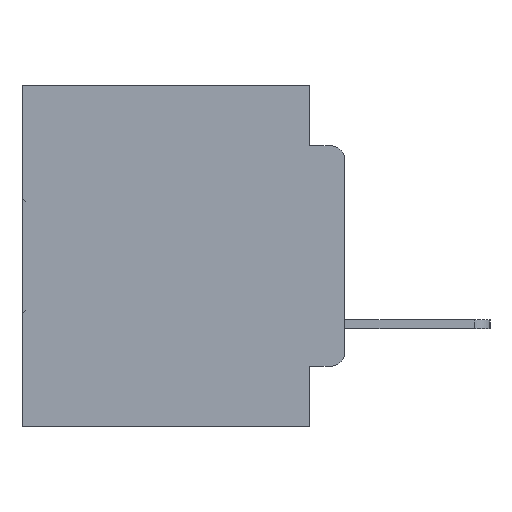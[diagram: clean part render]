
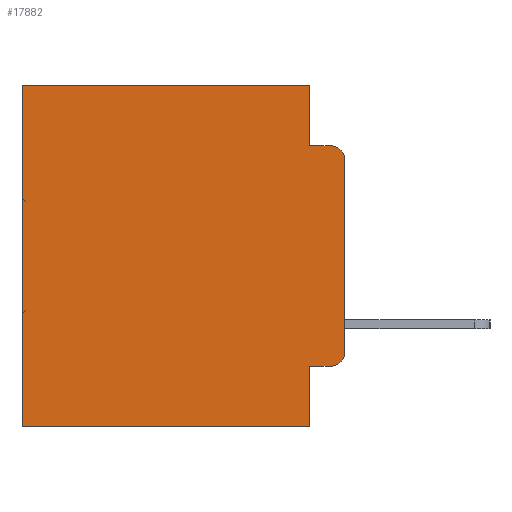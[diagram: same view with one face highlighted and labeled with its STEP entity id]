
A CAD part, left-side view. The second image highlights one B-rep face of the part: STEP entity #17882.
In plain terms, the highlighted planar face has unit normal (-1, 0, 0).
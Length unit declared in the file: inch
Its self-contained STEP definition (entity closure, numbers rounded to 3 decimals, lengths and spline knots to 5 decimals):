
#42 = CARTESIAN_POINT ( 'NONE',  ( 0.298, 0.02, -0.0885 ) ) ;
#842 = VECTOR ( 'NONE', #4473, 39.37008 ) ;
#1259 = EDGE_CURVE ( 'NONE', #3323, #17691, #23104, .T. ) ;
#1880 = LINE ( 'NONE', #14028, #8057 ) ;
#1954 = LINE ( 'NONE', #28347, #21835 ) ;
#3323 = VERTEX_POINT ( 'NONE', #22595 ) ;
#3439 = VERTEX_POINT ( 'NONE', #23145 ) ;
#3483 = CARTESIAN_POINT ( 'NONE',  ( 0.298, 0.02, -0.3915 ) ) ;
#3767 = LINE ( 'NONE', #4440, #9960 ) ;
#3817 = LINE ( 'NONE', #21807, #27952 ) ;
#4440 = CARTESIAN_POINT ( 'NONE',  ( 0.298, 0.473, 0. ) ) ;
#4473 = DIRECTION ( 'NONE',  ( 0., 0., -1. ) ) ;
#4580 = CARTESIAN_POINT ( 'NONE',  ( 0.298, 0.051, -0.4115 ) ) ;
#5028 = CARTESIAN_POINT ( 'NONE',  ( 0.298, 0.473, -0.5 ) ) ;
#5592 = ORIENTED_EDGE ( 'NONE', *, *, #19589, .F. ) ;
#5972 = ORIENTED_EDGE ( 'NONE', *, *, #29311, .T. ) ;
#6130 = DIRECTION ( 'NONE',  ( 0., 0., -1. ) ) ;
#6711 = EDGE_CURVE ( 'NONE', #14271, #29833, #3817, .T. ) ;
#6792 = CARTESIAN_POINT ( 'NONE',  ( 0.298, 0.051, 0. ) ) ;
#6878 = VERTEX_POINT ( 'NONE', #4580 ) ;
#7532 = ORIENTED_EDGE ( 'NONE', *, *, #25971, .F. ) ;
#7790 = CARTESIAN_POINT ( 'NONE',  ( 0.298, 0.473, 0. ) ) ;
#7801 = ORIENTED_EDGE ( 'NONE', *, *, #24272, .F. ) ;
#8057 = VECTOR ( 'NONE', #16592, 39.37008 ) ;
#8662 = LINE ( 'NONE', #17471, #842 ) ;
#9222 = ORIENTED_EDGE ( 'NONE', *, *, #6711, .T. ) ;
#9595 = CARTESIAN_POINT ( 'NONE',  ( 0.298, 0.051, -0.0885 ) ) ;
#9620 = ORIENTED_EDGE ( 'NONE', *, *, #17500, .T. ) ;
#9756 = ORIENTED_EDGE ( 'NONE', *, *, #23032, .F. ) ;
#9960 = VECTOR ( 'NONE', #19969, 39.37008 ) ;
#10357 = ORIENTED_EDGE ( 'NONE', *, *, #15294, .F. ) ;
#11595 = VERTEX_POINT ( 'NONE', #9595 ) ;
#11672 = CIRCLE ( 'NONE', #18384, 0.02 ) ;
#11805 = LINE ( 'NONE', #6792, #24533 ) ;
#11867 = ORIENTED_EDGE ( 'NONE', *, *, #27791, .T. ) ;
#11932 = ORIENTED_EDGE ( 'NONE', *, *, #1259, .T. ) ;
#12070 = DIRECTION ( 'NONE',  ( -1., 0., 0. ) ) ;
#13364 = LINE ( 'NONE', #33043, #27594 ) ;
#13964 = DIRECTION ( 'NONE',  ( 1., 0., 0. ) ) ;
#14028 = CARTESIAN_POINT ( 'NONE',  ( 0.298, 0., -0.5 ) ) ;
#14271 = VERTEX_POINT ( 'NONE', #30667 ) ;
#15294 = EDGE_CURVE ( 'NONE', #6878, #29497, #11805, .T. ) ;
#15403 = DIRECTION ( 'NONE',  ( 0., -1., 0. ) ) ;
#15753 = DIRECTION ( 'NONE',  ( 0., -1., 0. ) ) ;
#15973 = CARTESIAN_POINT ( 'NONE',  ( 0.298, 0.051, 0. ) ) ;
#16592 = DIRECTION ( 'NONE',  ( 0., 1., 0. ) ) ;
#17471 = CARTESIAN_POINT ( 'NONE',  ( 0.298, 0., 0. ) ) ;
#17500 = EDGE_CURVE ( 'NONE', #29833, #29804, #3767, .T. ) ;
#17691 = VERTEX_POINT ( 'NONE', #18239 ) ;
#17882 = ADVANCED_FACE ( 'NONE', ( #18868 ), #24037, .F. ) ;
#18061 = AXIS2_PLACEMENT_3D ( 'NONE', #3483, #21630, #6130 ) ;
#18239 = CARTESIAN_POINT ( 'NONE',  ( 0.298, 0., -0.3915 ) ) ;
#18384 = AXIS2_PLACEMENT_3D ( 'NONE', #27260, #12070, #29752 ) ;
#18868 = FACE_OUTER_BOUND ( 'NONE', #20281, .T. ) ;
#19589 = EDGE_CURVE ( 'NONE', #3439, #17691, #8662, .T. ) ;
#19969 = DIRECTION ( 'NONE',  ( 0., 0., -1. ) ) ;
#20281 = EDGE_LOOP ( 'NONE', ( #5592, #5972, #7532, #7801, #9222, #9620, #9756, #10357, #11867, #11932 ) ) ;
#21630 = DIRECTION ( 'NONE',  ( -1., 0., 0. ) ) ;
#21807 = CARTESIAN_POINT ( 'NONE',  ( 0.298, 0., 0. ) ) ;
#21835 = VECTOR ( 'NONE', #15753, 39.37008 ) ;
#22595 = CARTESIAN_POINT ( 'NONE',  ( 0.298, 0.02, -0.4115 ) ) ;
#23032 = EDGE_CURVE ( 'NONE', #29497, #29804, #1880, .T. ) ;
#23104 = CIRCLE ( 'NONE', #18061, 0.02 ) ;
#23145 = CARTESIAN_POINT ( 'NONE',  ( 0.298, 0., -0.1085 ) ) ;
#24037 = PLANE ( 'NONE',  #28443 ) ;
#24272 = EDGE_CURVE ( 'NONE', #14271, #11595, #24824, .T. ) ;
#24533 = VECTOR ( 'NONE', #24794, 39.37008 ) ;
#24794 = DIRECTION ( 'NONE',  ( 0., 0., -1. ) ) ;
#24824 = LINE ( 'NONE', #15973, #30700 ) ;
#25391 = CARTESIAN_POINT ( 'NONE',  ( 0.298, 0.051, -0.5 ) ) ;
#25971 = EDGE_CURVE ( 'NONE', #11595, #32281, #1954, .T. ) ;
#26140 = DIRECTION ( 'NONE',  ( 0., 0., -1. ) ) ;
#27260 = CARTESIAN_POINT ( 'NONE',  ( 0.298, 0.02, -0.1085 ) ) ;
#27594 = VECTOR ( 'NONE', #15403, 39.37008 ) ;
#27791 = EDGE_CURVE ( 'NONE', #6878, #3323, #13364, .T. ) ;
#27952 = VECTOR ( 'NONE', #32008, 39.37008 ) ;
#28347 = CARTESIAN_POINT ( 'NONE',  ( 0.298, 0.051, -0.0885 ) ) ;
#28443 = AXIS2_PLACEMENT_3D ( 'NONE', #29072, #13964, #31616 ) ;
#29072 = CARTESIAN_POINT ( 'NONE',  ( 0.298, 0., 0. ) ) ;
#29311 = EDGE_CURVE ( 'NONE', #3439, #32281, #11672, .T. ) ;
#29497 = VERTEX_POINT ( 'NONE', #25391 ) ;
#29752 = DIRECTION ( 'NONE',  ( 0., 0., -1. ) ) ;
#29804 = VERTEX_POINT ( 'NONE', #5028 ) ;
#29833 = VERTEX_POINT ( 'NONE', #7790 ) ;
#30667 = CARTESIAN_POINT ( 'NONE',  ( 0.298, 0.051, 0. ) ) ;
#30700 = VECTOR ( 'NONE', #26140, 39.37008 ) ;
#31616 = DIRECTION ( 'NONE',  ( 0., 0., -1. ) ) ;
#32008 = DIRECTION ( 'NONE',  ( 0., 1., 0. ) ) ;
#32281 = VERTEX_POINT ( 'NONE', #42 ) ;
#33043 = CARTESIAN_POINT ( 'NONE',  ( 0.298, 0.051, -0.4115 ) ) ;
